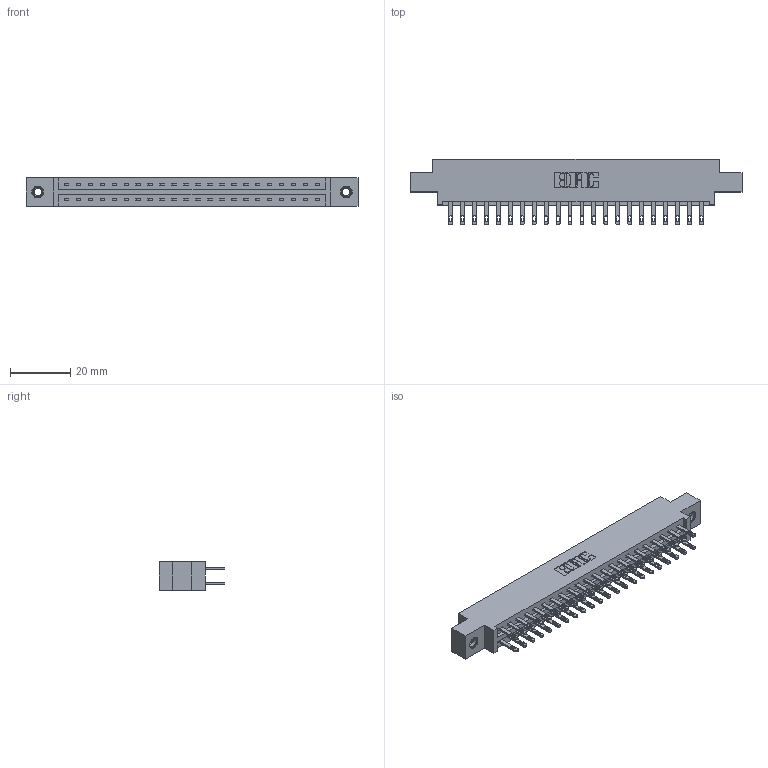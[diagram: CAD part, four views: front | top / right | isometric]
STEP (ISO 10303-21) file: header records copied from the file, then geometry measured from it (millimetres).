
FILE_DESCRIPTION (( 'STEP AP203' ), '1' );
FILE_NAME ('887-044-500-807.STEP', '2020-09-21T00:34:49', ( '' ), ( '' ), 'SwSTEP 2.0', 'SolidWorks 2020', '' );
FILE_SCHEMA (( 'CONFIG_CONTROL_DESIGN' ));
Length unit declared in the file: inch
Products named in the file (4): 345-250-001_345-250-005-103; 837 Part_0.170 Offset - 0.156 Dia-TI; 345-292-001_345-293-100; 887-044-500-807
Assembly tree (47 placements, depth 2):
  887-044-500-807
    837 Part_0.170 Offset - 0.156 Dia-TI
    345-292-001_345-293-100  x44
    345-250-001_345-250-005-103  x2
Bounding box: 110.19 x 21.85 x 9.4 mm (x, y, z)
Volume: 11349.4 mm3; surface area: 13268.2 mm2
Topology: 47 solids, 47 shells, 2378 faces, 7191 edges, 4786 vertices
Faces by surface type: plane 1514, cylinder 848, cone 12, torus 4
Entity records: 20892 total; most frequent: CARTESIAN_POINT 3517, ORIENTED_EDGE 3446, DIRECTION 3061, EDGE_CURVE 1723, LINE 1571, VECTOR 1571, VERTEX_POINT 1144, AXIS2_PLACEMENT_3D 745
